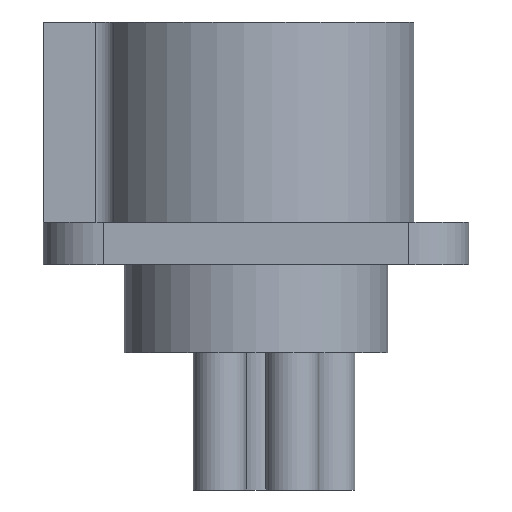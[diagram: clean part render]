
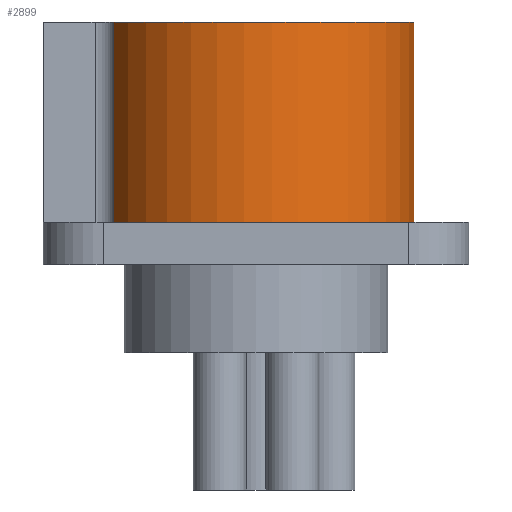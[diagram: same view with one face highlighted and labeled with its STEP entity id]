
A CAD part, front view. The second image highlights one B-rep face of the part: STEP entity #2899.
In plain terms, the highlighted cylindrical face has radius 7.505 mm (diameter 15.01 mm), a partial arc.
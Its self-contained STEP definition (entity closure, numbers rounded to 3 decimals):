
#262 = DIRECTION ( 'NONE',  ( 0., 0., -1. ) ) ;
#349 = CYLINDRICAL_SURFACE ( 'NONE', #5046, 7.505 ) ;
#391 = VERTEX_POINT ( 'NONE', #1700 ) ;
#454 = VERTEX_POINT ( 'NONE', #2198 ) ;
#665 = DIRECTION ( 'NONE',  ( -1., 0., 0. ) ) ;
#677 = CARTESIAN_POINT ( 'NONE',  ( -6.736, -3.309, 11.51 ) ) ;
#948 = CARTESIAN_POINT ( 'NONE',  ( -6.736, -3.309, 11.51 ) ) ;
#1048 = CARTESIAN_POINT ( 'NONE',  ( 0., 0., 11.51 ) ) ;
#1302 = CARTESIAN_POINT ( 'NONE',  ( -6.736, 3.309, 11.51 ) ) ;
#1401 = DIRECTION ( 'NONE',  ( 0., 0., -1. ) ) ;
#1628 = CARTESIAN_POINT ( 'NONE',  ( 0., 0., 11.51 ) ) ;
#1663 = DIRECTION ( 'NONE',  ( 0., 0., 1. ) ) ;
#1700 = CARTESIAN_POINT ( 'NONE',  ( -6.736, 3.309, 11.51 ) ) ;
#1964 = AXIS2_PLACEMENT_3D ( 'NONE', #3433, #3412, #665 ) ;
#1975 = VERTEX_POINT ( 'NONE', #3095 ) ;
#2040 = ORIENTED_EDGE ( 'NONE', *, *, #3757, .F. ) ;
#2198 = CARTESIAN_POINT ( 'NONE',  ( -6.736, 3.309, 2.01 ) ) ;
#2335 = FACE_OUTER_BOUND ( 'NONE', #3191, .T. ) ;
#2384 = EDGE_CURVE ( 'NONE', #4401, #391, #4618, .T. ) ;
#2881 = EDGE_CURVE ( 'NONE', #1975, #454, #4187, .T. ) ;
#2899 = ADVANCED_FACE ( 'NONE', ( #2335 ), #349, .T. ) ;
#3095 = CARTESIAN_POINT ( 'NONE',  ( -6.736, -3.309, 2.01 ) ) ;
#3191 = EDGE_LOOP ( 'NONE', ( #4081, #2040, #3729, #4981 ) ) ;
#3253 = LINE ( 'NONE', #677, #4536 ) ;
#3305 = DIRECTION ( 'NONE',  ( 0., 0., -1. ) ) ;
#3412 = DIRECTION ( 'NONE',  ( 0., 0., 1. ) ) ;
#3433 = CARTESIAN_POINT ( 'NONE',  ( 0., 0., 2.01 ) ) ;
#3490 = EDGE_CURVE ( 'NONE', #4401, #1975, #3253, .T. ) ;
#3729 = ORIENTED_EDGE ( 'NONE', *, *, #2384, .F. ) ;
#3757 = EDGE_CURVE ( 'NONE', #391, #454, #4998, .T. ) ;
#4081 = ORIENTED_EDGE ( 'NONE', *, *, #2881, .T. ) ;
#4184 = DIRECTION ( 'NONE',  ( -1., 0., 0. ) ) ;
#4187 = CIRCLE ( 'NONE', #1964, 7.505 ) ;
#4401 = VERTEX_POINT ( 'NONE', #948 ) ;
#4429 = DIRECTION ( 'NONE',  ( -1., 0., 0. ) ) ;
#4516 = AXIS2_PLACEMENT_3D ( 'NONE', #1628, #1663, #4429 ) ;
#4536 = VECTOR ( 'NONE', #262, 1000. ) ;
#4618 = CIRCLE ( 'NONE', #4516, 7.505 ) ;
#4818 = VECTOR ( 'NONE', #3305, 1000. ) ;
#4981 = ORIENTED_EDGE ( 'NONE', *, *, #3490, .T. ) ;
#4998 = LINE ( 'NONE', #1302, #4818 ) ;
#5046 = AXIS2_PLACEMENT_3D ( 'NONE', #1048, #1401, #4184 ) ;
